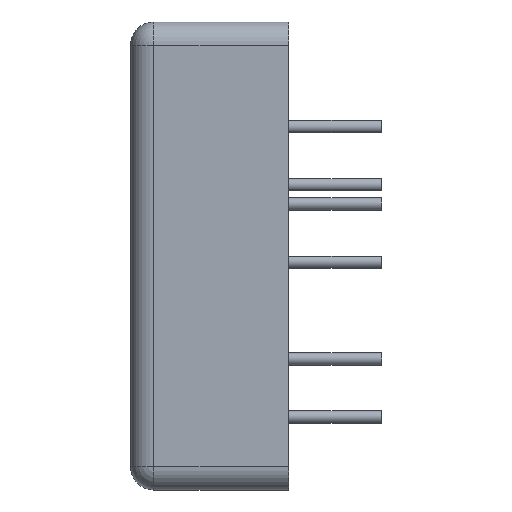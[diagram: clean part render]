
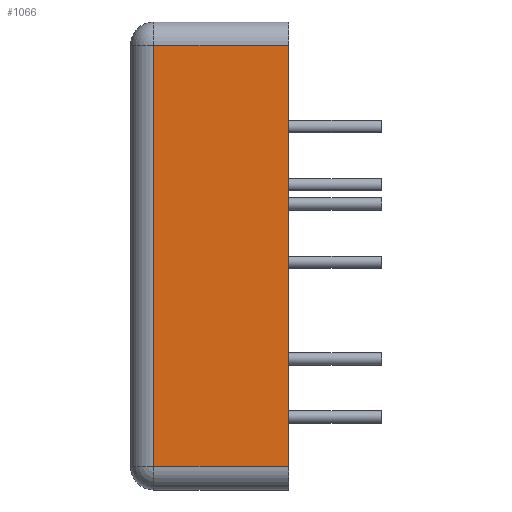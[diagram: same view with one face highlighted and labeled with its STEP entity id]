
A CAD part, left-side view. The second image highlights one B-rep face of the part: STEP entity #1066.
In plain terms, the highlighted planar face has unit normal (-1, 0, 0).
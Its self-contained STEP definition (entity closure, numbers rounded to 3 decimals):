
#8 = VERTEX_POINT ( 'NONE', #1166 ) ;
#21 = CARTESIAN_POINT ( 'NONE',  ( -20.1, 8.7, -13.6 ) ) ;
#33 = VERTEX_POINT ( 'NONE', #433 ) ;
#98 = EDGE_CURVE ( 'NONE', #33, #275, #245, .T. ) ;
#116 = VERTEX_POINT ( 'NONE', #1408 ) ;
#153 = EDGE_LOOP ( 'NONE', ( #1065, #1496, #663, #1447 ) ) ;
#245 = LINE ( 'NONE', #780, #715 ) ;
#254 = VECTOR ( 'NONE', #1469, 1000. ) ;
#275 = VERTEX_POINT ( 'NONE', #1390 ) ;
#303 = VECTOR ( 'NONE', #1407, 1000. ) ;
#343 = LINE ( 'NONE', #520, #303 ) ;
#348 = VECTOR ( 'NONE', #745, 1000. ) ;
#384 = DIRECTION ( 'NONE',  ( 0., -1., 0. ) ) ;
#433 = CARTESIAN_POINT ( 'NONE',  ( -20.1, 8.7, 13.6 ) ) ;
#520 = CARTESIAN_POINT ( 'NONE',  ( -20.1, 0., -13.6 ) ) ;
#604 = EDGE_CURVE ( 'NONE', #33, #8, #1215, .T. ) ;
#637 = LINE ( 'NONE', #698, #254 ) ;
#663 = ORIENTED_EDGE ( 'NONE', *, *, #1476, .T. ) ;
#698 = CARTESIAN_POINT ( 'NONE',  ( -20.1, 10.2, -13.6 ) ) ;
#714 = DIRECTION ( 'NONE',  ( 0., 0., -1. ) ) ;
#715 = VECTOR ( 'NONE', #384, 1000. ) ;
#745 = DIRECTION ( 'NONE',  ( 0., 0., -1. ) ) ;
#767 = DIRECTION ( 'NONE',  ( 1., 0., 0. ) ) ;
#780 = CARTESIAN_POINT ( 'NONE',  ( -20.1, 10.2, 13.6 ) ) ;
#815 = EDGE_CURVE ( 'NONE', #116, #275, #343, .T. ) ;
#844 = PLANE ( 'NONE',  #1041 ) ;
#1041 = AXIS2_PLACEMENT_3D ( 'NONE', #1219, #767, #714 ) ;
#1065 = ORIENTED_EDGE ( 'NONE', *, *, #98, .F. ) ;
#1066 = ADVANCED_FACE ( 'NONE', ( #1577 ), #844, .F. ) ;
#1166 = CARTESIAN_POINT ( 'NONE',  ( -20.1, 8.7, -13.6 ) ) ;
#1215 = LINE ( 'NONE', #21, #348 ) ;
#1219 = CARTESIAN_POINT ( 'NONE',  ( -20.1, 10.2, -13.6 ) ) ;
#1390 = CARTESIAN_POINT ( 'NONE',  ( -20.1, 0., 13.6 ) ) ;
#1407 = DIRECTION ( 'NONE',  ( 0., 0., 1. ) ) ;
#1408 = CARTESIAN_POINT ( 'NONE',  ( -20.1, 0., -13.6 ) ) ;
#1447 = ORIENTED_EDGE ( 'NONE', *, *, #815, .T. ) ;
#1469 = DIRECTION ( 'NONE',  ( 0., -1., 0. ) ) ;
#1476 = EDGE_CURVE ( 'NONE', #8, #116, #637, .T. ) ;
#1496 = ORIENTED_EDGE ( 'NONE', *, *, #604, .T. ) ;
#1577 = FACE_OUTER_BOUND ( 'NONE', #153, .T. ) ;
